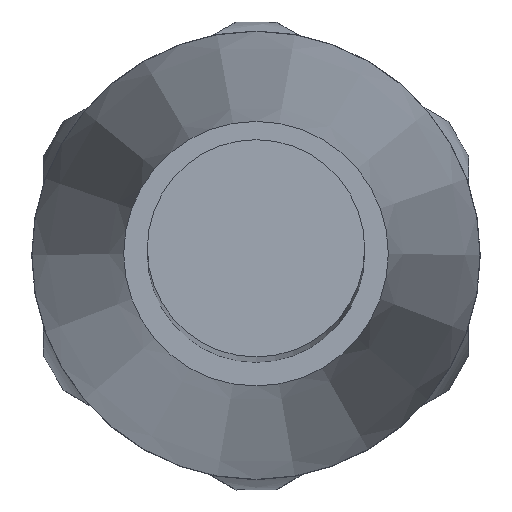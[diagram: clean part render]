
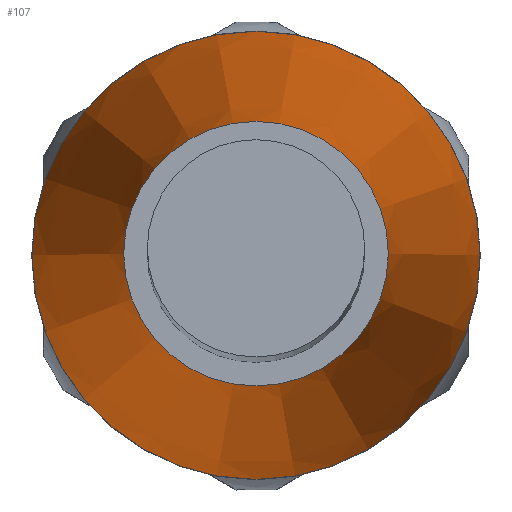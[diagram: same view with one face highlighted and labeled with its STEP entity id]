
A CAD part, top view. The second image highlights one B-rep face of the part: STEP entity #107.
In plain terms, the highlighted conical face has half-angle 5.506 degrees and reference radius 4.743 mm.
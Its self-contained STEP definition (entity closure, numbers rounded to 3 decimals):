
#40=CONICAL_SURFACE('',#546,4.743,5.506);
#107=ADVANCED_FACE('',(#185,#186),#40,.T.);
#185=FACE_BOUND('',#261,.T.);
#186=FACE_BOUND('',#262,.T.);
#261=EDGE_LOOP('',(#337));
#262=EDGE_LOOP('',(#338));
#337=ORIENTED_EDGE('',*,*,#417,.T.);
#338=ORIENTED_EDGE('',*,*,#418,.F.);
#379=VERTEX_POINT('',#1193);
#380=VERTEX_POINT('',#1196);
#417=EDGE_CURVE('',#379,#379,#455,.T.);
#418=EDGE_CURVE('',#380,#380,#456,.T.);
#455=CIRCLE('',#543,2.8);
#456=CIRCLE('',#545,4.743);
#543=AXIS2_PLACEMENT_3D('',#1192,#680,#681);
#545=AXIS2_PLACEMENT_3D('',#1195,#684,#685);
#546=AXIS2_PLACEMENT_3D('',#1197,#686,#687);
#680=DIRECTION('',(0.,0.,-1.));
#681=DIRECTION('',(1.,0.,0.));
#684=DIRECTION('',(0.,0.,-1.));
#685=DIRECTION('',(1.,0.,0.));
#686=DIRECTION('',(0.,0.,-1.));
#687=DIRECTION('',(1.,0.,0.));
#1192=CARTESIAN_POINT('',(50.,50.,10.));
#1193=CARTESIAN_POINT('',(52.8,50.,10.));
#1195=CARTESIAN_POINT('',(50.,50.,-10.156));
#1196=CARTESIAN_POINT('',(54.743,50.,-10.156));
#1197=CARTESIAN_POINT('',(50.,50.,-10.156));
